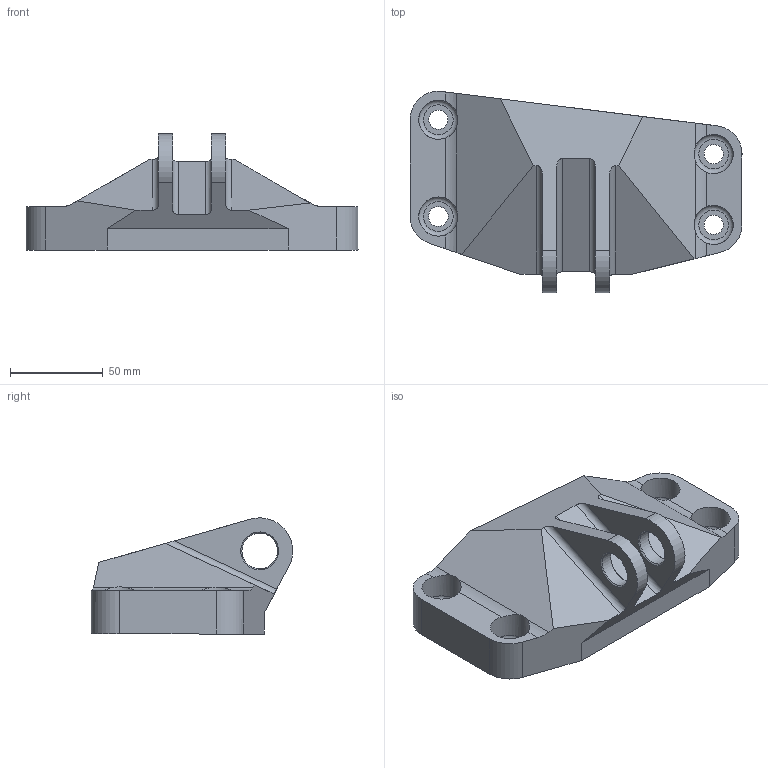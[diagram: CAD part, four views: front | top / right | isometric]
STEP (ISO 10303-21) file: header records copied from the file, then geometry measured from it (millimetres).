
FILE_DESCRIPTION(('FreeCAD Model'),'2;1');
FILE_NAME('Open CASCADE Shape Model','2025-10-15T11:08:59',(''),(''), 'Open CASCADE STEP processor 7.8','FreeCAD','Unknown');
FILE_SCHEMA(('AUTOMOTIVE_DESIGN { 1 0 10303 214 1 1 1 1 }'));
Length unit declared in the file: millimetre
Products named in the file (1): BooleanFragments
Bounding box: 178.54 x 108.36 x 62.48 mm (x, y, z)
Volume: 463257.6 mm3; surface area: 57149.8 mm2
Topology: 5 solids, 5 shells, 72 faces, 187 edges, 121 vertices
Faces by surface type: cylinder 36, plane 28, torus 4, cone 4
Full cylindrical faces by diameter (mm): 10.312 x2, 16.002 x8, 19.113 x2, 21.082 x4
Entity records: 5977 total; most frequent: CARTESIAN_POINT 1641, DIRECTION 683, ORIENTED_EDGE 374, PCURVE 374, DEFINITIONAL_REPRESENTATION 374, LINE 350, VECTOR 350, EDGE_CURVE 187
